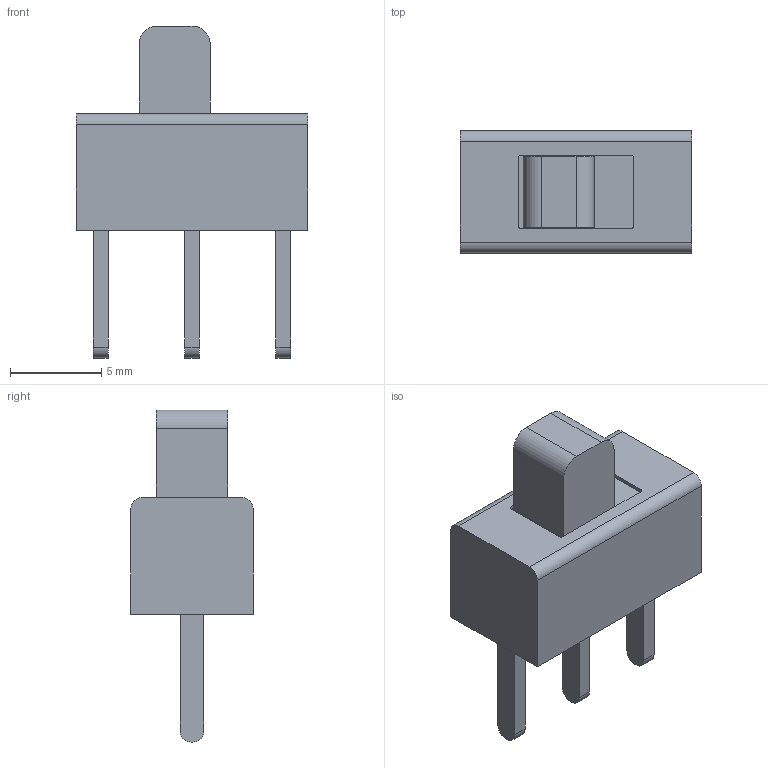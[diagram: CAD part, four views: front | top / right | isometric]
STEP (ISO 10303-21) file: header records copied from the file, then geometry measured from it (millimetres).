
FILE_DESCRIPTION(('FreeCAD Model'),'2;1');
FILE_NAME('Open CASCADE Shape Model','2021-11-21T22:27:04',('Author'),( ''),'Open CASCADE STEP processor 7.5','FreeCAD','Unknown');
FILE_SCHEMA(('AUTOMOTIVE_DESIGN { 1 0 10303 214 1 1 1 1 }'));
Length unit declared in the file: millimetre
Products named in the file (4): SK-12D10 1P2T; Body; Pin; Lever
Assembly tree (3 placements, depth 2):
  SK-12D10 1P2T
    Body
    Pin
    Lever
Bounding box: 12.7 x 6.7 x 18.2 mm (x, y, z)
Volume: 633.4 mm3; surface area: 612.2 mm2
Topology: 5 solids, 5 shells, 49 faces, 114 edges, 76 vertices
Faces by surface type: plane 35, cylinder 14
Entity records: 1503 total; most frequent: DIRECTION 248, CARTESIAN_POINT 243, ORIENTED_EDGE 228, EDGE_CURVE 114, LINE 86, VECTOR 86, AXIS2_PLACEMENT_3D 81, VERTEX_POINT 76
